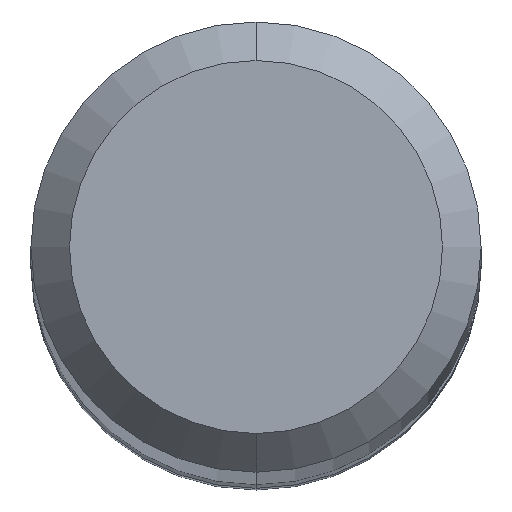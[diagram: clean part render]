
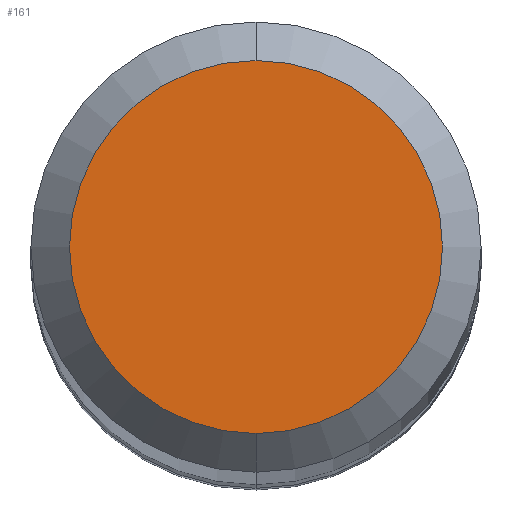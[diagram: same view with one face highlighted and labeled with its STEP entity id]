
A CAD part, top view. The second image highlights one B-rep face of the part: STEP entity #161.
In plain terms, the highlighted planar face has unit normal (0, 0, 1).
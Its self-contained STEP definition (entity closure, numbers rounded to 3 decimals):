
#143=VERTEX_POINT('',#376);
#161=ADVANCED_FACE('',(#395),#396,.T.);
#207=EDGE_CURVE('',#143,#313,#451,.T.);
#211=EDGE_CURVE('',#313,#143,#455,.T.);
#313=VERTEX_POINT('',#569);
#376=CARTESIAN_POINT('',(0.,-1.45,0.0));
#395=FACE_OUTER_BOUND('',#658,.T.);
#396=PLANE('',#659);
#451=CIRCLE('',#729,1.45);
#455=CIRCLE('',#736,1.45);
#569=CARTESIAN_POINT('',(0.0,1.45,0.0));
#658=EDGE_LOOP('',(#967,#968));
#659=AXIS2_PLACEMENT_3D('',#969,#970,#971);
#729=AXIS2_PLACEMENT_3D('',#1045,#1046,#1047);
#736=AXIS2_PLACEMENT_3D('',#1049,#1050,#1051);
#967=ORIENTED_EDGE('',*,*,#211,.F.);
#968=ORIENTED_EDGE('',*,*,#207,.F.);
#969=CARTESIAN_POINT('',(0.0,0.725,0.0));
#970=DIRECTION('',(-0.0,0.0,1.0));
#971=DIRECTION('',(0.0,-1.0,0.0));
#1045=CARTESIAN_POINT('',(0.0,0.0,0.0));
#1046=DIRECTION('',(0.0,0.0,-1.0));
#1047=DIRECTION('',(0.0,1.0,0.0));
#1049=CARTESIAN_POINT('',(0.0,0.0,0.0));
#1050=DIRECTION('',(0.0,0.0,-1.0));
#1051=DIRECTION('',(0.0,1.0,0.0));
